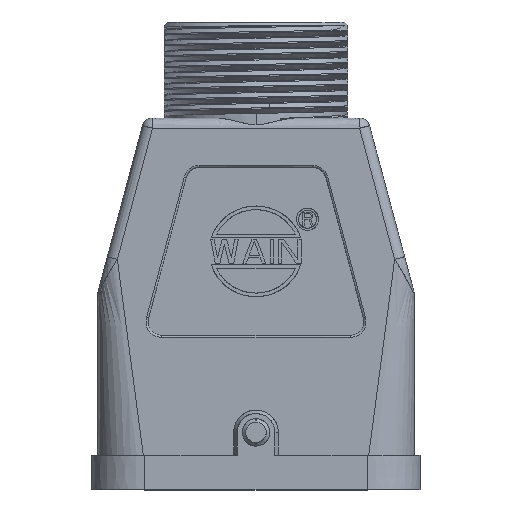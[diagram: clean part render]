
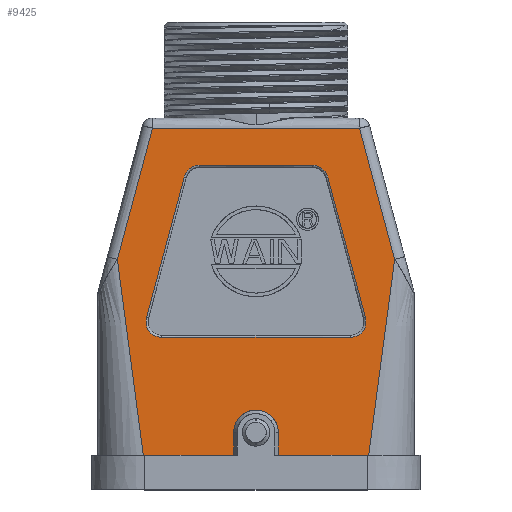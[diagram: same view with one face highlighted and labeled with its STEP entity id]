
A CAD part, top view. The second image highlights one B-rep face of the part: STEP entity #9425.
In plain terms, the highlighted planar face has unit normal (0, 0, 1).
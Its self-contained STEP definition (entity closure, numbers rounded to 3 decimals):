
#9425=ADVANCED_FACE('',(#15023,#15024),#10321,.T.);
#10321=PLANE('',#33026);
#10970=LINE('',#37900,#13009);
#10971=LINE('',#37920,#13010);
#10972=LINE('',#37938,#13011);
#10973=LINE('',#37941,#13012);
#10974=LINE('',#37953,#13013);
#10975=LINE('',#37965,#13014);
#10976=LINE('',#37967,#13015);
#13009=VECTOR('',#33813,1.);
#13010=VECTOR('',#33814,1.);
#13011=VECTOR('',#33815,1.);
#13012=VECTOR('',#33816,1.);
#13013=VECTOR('',#33817,1.);
#13014=VECTOR('',#33818,1.);
#13015=VECTOR('',#33819,1.);
#15023=FACE_BOUND('',#15105,.T.);
#15024=FACE_BOUND('',#15106,.T.);
#15105=EDGE_LOOP('',(#16098,#16099,#16100,#16101,#16102,#16103,#16104,#16105));
#15106=EDGE_LOOP('',(#16106,#16107,#16108,#16109,#16110,#16111,#16112,#16113,
#16114,#16115));
#16098=ORIENTED_EDGE('',*,*,#25678,.T.);
#16099=ORIENTED_EDGE('',*,*,#25679,.T.);
#16100=ORIENTED_EDGE('',*,*,#25680,.T.);
#16101=ORIENTED_EDGE('',*,*,#25681,.T.);
#16102=ORIENTED_EDGE('',*,*,#25682,.T.);
#16103=ORIENTED_EDGE('',*,*,#25683,.T.);
#16104=ORIENTED_EDGE('',*,*,#25684,.T.);
#16105=ORIENTED_EDGE('',*,*,#25685,.T.);
#16106=ORIENTED_EDGE('',*,*,#25686,.T.);
#16107=ORIENTED_EDGE('',*,*,#25687,.T.);
#16108=ORIENTED_EDGE('',*,*,#25688,.T.);
#16109=ORIENTED_EDGE('',*,*,#25689,.T.);
#16110=ORIENTED_EDGE('',*,*,#25690,.T.);
#16111=ORIENTED_EDGE('',*,*,#25691,.T.);
#16112=ORIENTED_EDGE('',*,*,#25692,.T.);
#16113=ORIENTED_EDGE('',*,*,#25693,.T.);
#16114=ORIENTED_EDGE('',*,*,#25694,.T.);
#16115=ORIENTED_EDGE('',*,*,#25695,.T.);
#20888=VERTEX_POINT('',#37901);
#20889=VERTEX_POINT('',#37902);
#20890=VERTEX_POINT('',#37909);
#20891=VERTEX_POINT('',#37914);
#20892=VERTEX_POINT('',#37919);
#20893=VERTEX_POINT('',#37921);
#20894=VERTEX_POINT('',#37926);
#20895=VERTEX_POINT('',#37931);
#20896=VERTEX_POINT('',#37939);
#20897=VERTEX_POINT('',#37940);
#20898=VERTEX_POINT('',#37942);
#20899=VERTEX_POINT('',#37947);
#20900=VERTEX_POINT('',#37952);
#20901=VERTEX_POINT('',#37954);
#20902=VERTEX_POINT('',#37959);
#20903=VERTEX_POINT('',#37964);
#20904=VERTEX_POINT('',#37966);
#20905=VERTEX_POINT('',#37968);
#25678=EDGE_CURVE('',#20888,#20889,#10970,.T.);
#25679=EDGE_CURVE('',#20889,#20890,#30441,.T.);
#25680=EDGE_CURVE('',#20890,#20891,#30442,.T.);
#25681=EDGE_CURVE('',#20891,#20892,#30443,.T.);
#25682=EDGE_CURVE('',#20892,#20893,#10971,.T.);
#25683=EDGE_CURVE('',#20893,#20894,#30444,.T.);
#25684=EDGE_CURVE('',#20894,#20895,#30445,.T.);
#25685=EDGE_CURVE('',#20895,#20888,#30446,.T.);
#25686=EDGE_CURVE('',#20896,#20897,#10972,.T.);
#25687=EDGE_CURVE('',#20897,#20898,#10973,.T.);
#25688=EDGE_CURVE('',#20898,#20899,#30447,.T.);
#25689=EDGE_CURVE('',#20899,#20900,#30448,.T.);
#25690=EDGE_CURVE('',#20900,#20901,#10974,.T.);
#25691=EDGE_CURVE('',#20901,#20902,#30449,.T.);
#25692=EDGE_CURVE('',#20902,#20903,#30450,.T.);
#25693=EDGE_CURVE('',#20903,#20904,#10975,.T.);
#25694=EDGE_CURVE('',#20904,#20905,#10976,.T.);
#25695=EDGE_CURVE('',#20905,#20896,#30451,.T.);
#30441=B_SPLINE_CURVE_WITH_KNOTS('',3,(#37903,#37904,#37905,#37906,#37907,
#37908),.UNSPECIFIED.,.F.,.F.,(4,2,4),(0.,0.5,1.),.UNSPECIFIED.);
#30442=B_SPLINE_CURVE_WITH_KNOTS('',3,(#37910,#37911,#37912,#37913),
 .UNSPECIFIED.,.F.,.F.,(4,4),(0.,1.),.UNSPECIFIED.);
#30443=B_SPLINE_CURVE_WITH_KNOTS('',3,(#37915,#37916,#37917,#37918),
 .UNSPECIFIED.,.F.,.F.,(4,4),(0.,1.),.UNSPECIFIED.);
#30444=B_SPLINE_CURVE_WITH_KNOTS('',3,(#37922,#37923,#37924,#37925),
 .UNSPECIFIED.,.F.,.F.,(4,4),(0.,1.),.UNSPECIFIED.);
#30445=B_SPLINE_CURVE_WITH_KNOTS('',3,(#37927,#37928,#37929,#37930),
 .UNSPECIFIED.,.F.,.F.,(4,4),(0.,1.),.UNSPECIFIED.);
#30446=B_SPLINE_CURVE_WITH_KNOTS('',3,(#37932,#37933,#37934,#37935,#37936,
#37937),.UNSPECIFIED.,.F.,.F.,(4,2,4),(0.,0.5,1.),.UNSPECIFIED.);
#30447=B_SPLINE_CURVE_WITH_KNOTS('',3,(#37943,#37944,#37945,#37946),
 .UNSPECIFIED.,.F.,.F.,(4,4),(0.,1.),.UNSPECIFIED.);
#30448=B_SPLINE_CURVE_WITH_KNOTS('',3,(#37948,#37949,#37950,#37951),
 .UNSPECIFIED.,.F.,.F.,(4,4),(0.,1.),.UNSPECIFIED.);
#30449=B_SPLINE_CURVE_WITH_KNOTS('',3,(#37955,#37956,#37957,#37958),
 .UNSPECIFIED.,.F.,.F.,(4,4),(0.,1.),.UNSPECIFIED.);
#30450=B_SPLINE_CURVE_WITH_KNOTS('',3,(#37960,#37961,#37962,#37963),
 .UNSPECIFIED.,.F.,.F.,(4,4),(0.,1.),.UNSPECIFIED.);
#30451=B_SPLINE_CURVE_WITH_KNOTS('',3,(#37969,#37970,#37971,#37972,#37973,
#37974,#37975,#37976,#37977,#37978),.UNSPECIFIED.,.F.,.F.,(4,2,2,2,4),(0.,
0.25,0.5,0.75,1.),.UNSPECIFIED.);
#33026=AXIS2_PLACEMENT_3D('',#37979,#33820,#33821);
#33813=DIRECTION('',(-1.,0.,0.));
#33814=DIRECTION('',(1.,0.,0.));
#33815=DIRECTION('',(0.,-1.,0.));
#33816=DIRECTION('',(1.,0.,0.));
#33817=DIRECTION('',(-1.,0.,0.));
#33818=DIRECTION('',(1.,0.,0.));
#33819=DIRECTION('',(0.,1.,0.));
#33820=DIRECTION('',(0.,0.,1.));
#33821=DIRECTION('',(1.,0.,0.));
#37900=CARTESIAN_POINT('',(0.,22.2,13.425));
#37901=CARTESIAN_POINT('',(13.743,22.2,13.425));
#37902=CARTESIAN_POINT('',(-13.743,22.2,13.425));
#37903=CARTESIAN_POINT('',(-13.743,22.2,13.425));
#37904=CARTESIAN_POINT('',(-14.451,22.201,13.425));
#37905=CARTESIAN_POINT('',(-15.13,22.531,13.425));
#37906=CARTESIAN_POINT('',(-16.004,23.669,13.425));
#37907=CARTESIAN_POINT('',(-16.149,24.404,13.425));
#37908=CARTESIAN_POINT('',(-15.965,25.095,13.425));
#37909=CARTESIAN_POINT('',(-15.965,25.095,13.425));
#37910=CARTESIAN_POINT('',(-15.965,25.095,13.425));
#37911=CARTESIAN_POINT('',(-14.134,31.929,13.425));
#37912=CARTESIAN_POINT('',(-12.303,38.762,13.425));
#37913=CARTESIAN_POINT('',(-10.472,45.595,13.425));
#37914=CARTESIAN_POINT('',(-10.472,45.595,13.425));
#37915=CARTESIAN_POINT('',(-10.472,45.595,13.425));
#37916=CARTESIAN_POINT('',(-10.208,46.572,13.425));
#37917=CARTESIAN_POINT('',(-9.268,47.298,13.425));
#37918=CARTESIAN_POINT('',(-8.25,47.3,13.425));
#37919=CARTESIAN_POINT('',(-8.25,47.3,13.425));
#37920=CARTESIAN_POINT('',(0.,47.3,13.425));
#37921=CARTESIAN_POINT('',(8.25,47.3,13.425));
#37922=CARTESIAN_POINT('',(8.25,47.3,13.425));
#37923=CARTESIAN_POINT('',(9.261,47.298,13.425));
#37924=CARTESIAN_POINT('',(10.206,46.578,13.425));
#37925=CARTESIAN_POINT('',(10.472,45.595,13.425));
#37926=CARTESIAN_POINT('',(10.472,45.595,13.425));
#37927=CARTESIAN_POINT('',(10.472,45.595,13.425));
#37928=CARTESIAN_POINT('',(12.303,38.762,13.425));
#37929=CARTESIAN_POINT('',(14.134,31.929,13.425));
#37930=CARTESIAN_POINT('',(15.965,25.095,13.425));
#37931=CARTESIAN_POINT('',(15.965,25.095,13.425));
#37932=CARTESIAN_POINT('',(15.965,25.095,13.425));
#37933=CARTESIAN_POINT('',(16.147,24.411,13.425));
#37934=CARTESIAN_POINT('',(16.004,23.67,13.425));
#37935=CARTESIAN_POINT('',(15.131,22.531,13.425));
#37936=CARTESIAN_POINT('',(14.458,22.201,13.425));
#37937=CARTESIAN_POINT('',(13.743,22.2,13.425));
#37938=CARTESIAN_POINT('',(3.25,28.85,13.425));
#37939=CARTESIAN_POINT('',(3.25,8.35,13.425));
#37940=CARTESIAN_POINT('',(3.25,5.,13.425));
#37941=CARTESIAN_POINT('',(0.,5.,13.425));
#37942=CARTESIAN_POINT('',(16.425,5.,13.425));
#37943=CARTESIAN_POINT('',(16.425,5.,13.425));
#37944=CARTESIAN_POINT('',(17.69,14.529,13.425));
#37945=CARTESIAN_POINT('',(18.955,24.059,13.425));
#37946=CARTESIAN_POINT('',(20.22,33.588,13.425));
#37947=CARTESIAN_POINT('',(20.22,33.588,13.425));
#37948=CARTESIAN_POINT('',(20.22,33.588,13.425));
#37949=CARTESIAN_POINT('',(18.513,39.959,13.425));
#37950=CARTESIAN_POINT('',(16.806,46.329,13.425));
#37951=CARTESIAN_POINT('',(15.099,52.7,13.425));
#37952=CARTESIAN_POINT('',(15.099,52.7,13.425));
#37953=CARTESIAN_POINT('',(0.,52.7,13.425));
#37954=CARTESIAN_POINT('',(-15.099,52.7,13.425));
#37955=CARTESIAN_POINT('',(-15.099,52.7,13.425));
#37956=CARTESIAN_POINT('',(-16.806,46.329,13.425));
#37957=CARTESIAN_POINT('',(-18.513,39.959,13.425));
#37958=CARTESIAN_POINT('',(-20.22,33.588,13.425));
#37959=CARTESIAN_POINT('',(-20.22,33.588,13.425));
#37960=CARTESIAN_POINT('',(-20.22,33.588,13.425));
#37961=CARTESIAN_POINT('',(-18.955,24.059,13.425));
#37962=CARTESIAN_POINT('',(-17.69,14.529,13.425));
#37963=CARTESIAN_POINT('',(-16.425,5.,13.425));
#37964=CARTESIAN_POINT('',(-16.425,5.,13.425));
#37965=CARTESIAN_POINT('',(0.,5.,13.425));
#37966=CARTESIAN_POINT('',(-3.25,5.,13.425));
#37967=CARTESIAN_POINT('',(-3.25,28.85,13.425));
#37968=CARTESIAN_POINT('',(-3.25,8.35,13.425));
#37969=CARTESIAN_POINT('',(-3.25,8.35,13.425));
#37970=CARTESIAN_POINT('',(-3.25,9.201,13.425));
#37971=CARTESIAN_POINT('',(-2.911,10.033,13.425));
#37972=CARTESIAN_POINT('',(-1.693,11.255,13.425));
#37973=CARTESIAN_POINT('',(-0.862,11.6,13.425));
#37974=CARTESIAN_POINT('',(0.861,11.6,13.425));
#37975=CARTESIAN_POINT('',(1.692,11.256,13.425));
#37976=CARTESIAN_POINT('',(2.911,10.034,13.425));
#37977=CARTESIAN_POINT('',(3.25,9.205,13.425));
#37978=CARTESIAN_POINT('',(3.25,8.35,13.425));
#37979=CARTESIAN_POINT('',(-21.029,4.046,13.425));
